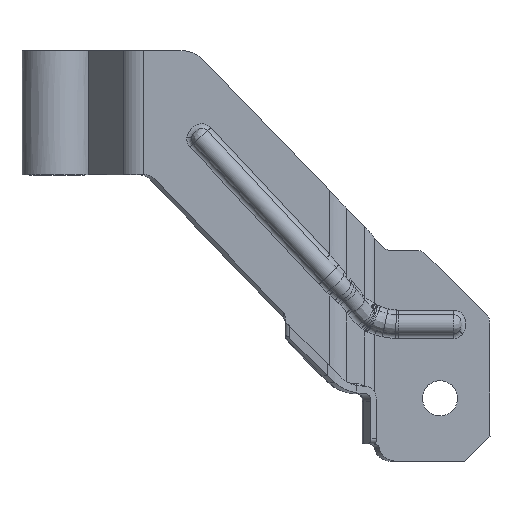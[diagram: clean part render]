
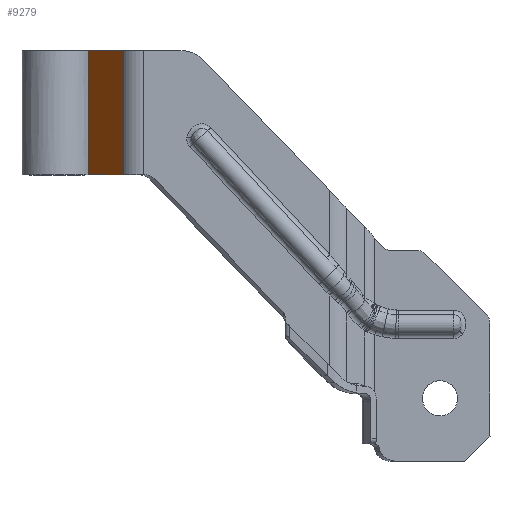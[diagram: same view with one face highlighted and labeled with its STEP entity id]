
A CAD part, top view. The second image highlights one B-rep face of the part: STEP entity #9279.
In plain terms, the highlighted planar face has unit normal (-0.822, 0, 0.57).
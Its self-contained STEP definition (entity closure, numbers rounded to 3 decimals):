
#1551=DIRECTION('',(-0.57,0.,-0.822));
#1552=VECTOR('',#1551,15.199);
#1553=CARTESIAN_POINT('',(-63.071,44.491,3.159));
#1554=LINE('',#1553,#1552);
#1555=DIRECTION('',(0.,1.,0.));
#1556=VECTOR('',#1555,24.757);
#1557=CARTESIAN_POINT('',(-71.733,44.491,
-9.33));
#1558=LINE('',#1557,#1556);
#1559=DIRECTION('',(0.57,0.,0.822));
#1560=VECTOR('',#1559,15.199);
#1561=CARTESIAN_POINT('',(-71.733,69.248,
-9.33));
#1562=LINE('',#1561,#1560);
#1563=DIRECTION('',(0.,-1.,0.));
#1564=VECTOR('',#1563,24.757);
#1565=CARTESIAN_POINT('',(-63.071,69.248,3.159));
#1566=LINE('',#1565,#1564);
#4261=CARTESIAN_POINT('',(-71.733,44.491,
-9.33));
#4262=VERTEX_POINT('',#4261);
#4263=CARTESIAN_POINT('',(-63.071,44.491,3.159));
#4264=VERTEX_POINT('',#4263);
#4267=CARTESIAN_POINT('',(-63.071,69.248,3.159));
#4268=VERTEX_POINT('',#4267);
#4269=CARTESIAN_POINT('',(-71.733,69.248,
-9.33));
#4270=VERTEX_POINT('',#4269);
#9267=CARTESIAN_POINT('',(-67.402,56.869,
-3.085));
#9268=DIRECTION('',(-0.822,0.,0.57));
#9269=DIRECTION('',(-0.57,-0.002,-0.822));
#9270=AXIS2_PLACEMENT_3D('',#9267,#9268,#9269);
#9271=PLANE('',#9270);
#9272=ORIENTED_EDGE('',*,*,#9174,.T.);
#9274=ORIENTED_EDGE('',*,*,#9273,.T.);
#9275=ORIENTED_EDGE('',*,*,#9217,.T.);
#9276=ORIENTED_EDGE('',*,*,#9253,.T.);
#9277=EDGE_LOOP('',(#9272,#9274,#9275,#9276));
#9278=FACE_OUTER_BOUND('',#9277,.F.);
#9174=EDGE_CURVE('',#4264,#4262,#1554,.T.);
#9217=EDGE_CURVE('',#4270,#4268,#1562,.T.);
#9253=EDGE_CURVE('',#4268,#4264,#1566,.T.);
#9273=EDGE_CURVE('',#4262,#4270,#1558,.T.);
#9279=ADVANCED_FACE('',(#9278),#9271,.T.);
